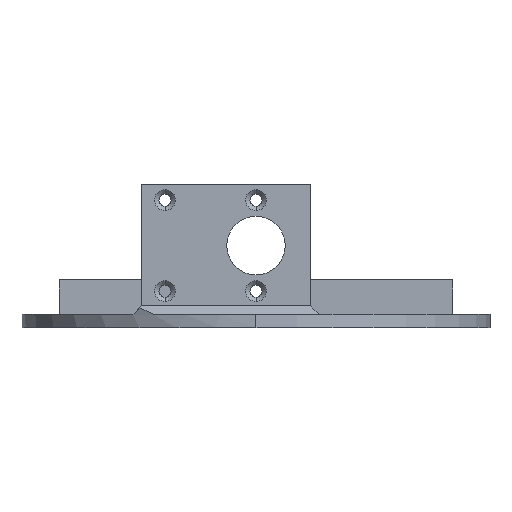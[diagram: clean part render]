
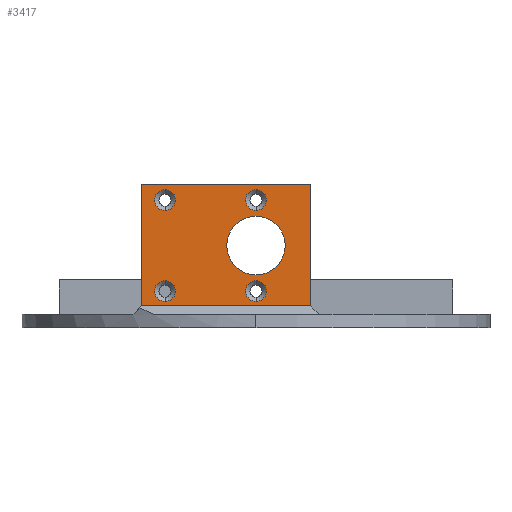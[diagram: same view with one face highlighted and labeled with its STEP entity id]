
A CAD part, left-side view. The second image highlights one B-rep face of the part: STEP entity #3417.
In plain terms, the highlighted planar face has unit normal (-1, 0, 0).
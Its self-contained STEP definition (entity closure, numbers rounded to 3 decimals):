
#15 = CARTESIAN_POINT ( 'NONE',  ( -46.5, -12.6, 32. ) ) ;
#39 = DIRECTION ( 'NONE',  ( -1., 0., 0. ) ) ;
#97 = DIRECTION ( 'NONE',  ( -1., 0., 0. ) ) ;
#112 = CIRCLE ( 'NONE', #3720, 2.4 ) ;
#118 = CARTESIAN_POINT ( 'NONE',  ( -46.5, 26.4, 2. ) ) ;
#204 = DIRECTION ( 'NONE',  ( -1., 0., 0. ) ) ;
#267 = PLANE ( 'NONE',  #2177 ) ;
#328 = CIRCLE ( 'NONE', #920, 2.4 ) ;
#351 = CARTESIAN_POINT ( 'NONE',  ( -46.5, 0., 24. ) ) ;
#356 = DIRECTION ( 'NONE',  ( 0., 0., 1. ) ) ;
#368 = DIRECTION ( 'NONE',  ( 0., 0., 1. ) ) ;
#457 = VERTEX_POINT ( 'NONE', #351 ) ;
#556 = ORIENTED_EDGE ( 'NONE', *, *, #914, .T. ) ;
#559 = AXIS2_PLACEMENT_3D ( 'NONE', #1458, #204, #1485 ) ;
#569 = CARTESIAN_POINT ( 'NONE',  ( -46.5, 0., 28.8 ) ) ;
#577 = CARTESIAN_POINT ( 'NONE',  ( -46.5, 21., 3. ) ) ;
#582 = CARTESIAN_POINT ( 'NONE',  ( -46.5, 26.4, 30. ) ) ;
#610 = EDGE_LOOP ( 'NONE', ( #2727, #3597 ) ) ;
#641 = EDGE_LOOP ( 'NONE', ( #1861, #3235 ) ) ;
#653 = FACE_BOUND ( 'NONE', #4064, .T. ) ;
#656 = ORIENTED_EDGE ( 'NONE', *, *, #3065, .F. ) ;
#672 = ORIENTED_EDGE ( 'NONE', *, *, #4253, .F. ) ;
#704 = VECTOR ( 'NONE', #356, 1000. ) ;
#714 = VERTEX_POINT ( 'NONE', #1375 ) ;
#776 = VERTEX_POINT ( 'NONE', #4187 ) ;
#799 = DIRECTION ( 'NONE',  ( 0., 0., 1. ) ) ;
#867 = DIRECTION ( 'NONE',  ( 0., 0., 1. ) ) ;
#914 = EDGE_CURVE ( 'NONE', #1497, #2200, #3635, .T. ) ;
#920 = AXIS2_PLACEMENT_3D ( 'NONE', #3212, #39, #799 ) ;
#960 = CARTESIAN_POINT ( 'NONE',  ( -46.5, 0., 15.9 ) ) ;
#1066 = AXIS2_PLACEMENT_3D ( 'NONE', #960, #1719, #2020 ) ;
#1071 = ORIENTED_EDGE ( 'NONE', *, *, #1882, .F. ) ;
#1080 = CARTESIAN_POINT ( 'NONE',  ( -46.5, 0., 9.15 ) ) ;
#1104 = DIRECTION ( 'NONE',  ( -1., 0., 0. ) ) ;
#1119 = DIRECTION ( 'NONE',  ( 0., -1., 0. ) ) ;
#1126 = VERTEX_POINT ( 'NONE', #3279 ) ;
#1162 = VERTEX_POINT ( 'NONE', #3645 ) ;
#1173 = VECTOR ( 'NONE', #1119, 1000. ) ;
#1265 = ORIENTED_EDGE ( 'NONE', *, *, #2938, .T. ) ;
#1282 = CIRCLE ( 'NONE', #559, 2.4 ) ;
#1375 = CARTESIAN_POINT ( 'NONE',  ( -46.5, 0., 22.65 ) ) ;
#1391 = CARTESIAN_POINT ( 'NONE',  ( -46.5, 21., 24. ) ) ;
#1420 = CIRCLE ( 'NONE', #2997, 2.4 ) ;
#1428 = CARTESIAN_POINT ( 'NONE',  ( -46.5, -12.6, 30. ) ) ;
#1458 = CARTESIAN_POINT ( 'NONE',  ( -46.5, 0., 5.4 ) ) ;
#1485 = DIRECTION ( 'NONE',  ( 0., 0., 1. ) ) ;
#1494 = VECTOR ( 'NONE', #4394, 1000. ) ;
#1497 = VERTEX_POINT ( 'NONE', #118 ) ;
#1570 = AXIS2_PLACEMENT_3D ( 'NONE', #2862, #2532, #2933 ) ;
#1700 = VECTOR ( 'NONE', #368, 1000. ) ;
#1719 = DIRECTION ( 'NONE',  ( 1., 0., 0. ) ) ;
#1765 = LINE ( 'NONE', #3877, #1700 ) ;
#1809 = VERTEX_POINT ( 'NONE', #1391 ) ;
#1832 = DIRECTION ( 'NONE',  ( -1., 0., 0. ) ) ;
#1858 = EDGE_CURVE ( 'NONE', #1497, #1162, #1765, .T. ) ;
#1859 = DIRECTION ( 'NONE',  ( 0., 0., 1. ) ) ;
#1861 = ORIENTED_EDGE ( 'NONE', *, *, #2549, .F. ) ;
#1870 = CARTESIAN_POINT ( 'NONE',  ( -46.5, 21., 26.4 ) ) ;
#1882 = EDGE_CURVE ( 'NONE', #776, #3600, #2300, .T. ) ;
#1911 = ORIENTED_EDGE ( 'NONE', *, *, #4218, .F. ) ;
#1931 = CIRCLE ( 'NONE', #2609, 2.4 ) ;
#2000 = CARTESIAN_POINT ( 'NONE',  ( -46.5, -12.6, 2. ) ) ;
#2020 = DIRECTION ( 'NONE',  ( 0., 0., -1. ) ) ;
#2109 = FACE_BOUND ( 'NONE', #641, .T. ) ;
#2130 = CARTESIAN_POINT ( 'NONE',  ( -46.5, 0., 5.4 ) ) ;
#2138 = CARTESIAN_POINT ( 'NONE',  ( -46.5, 21., 5.4 ) ) ;
#2142 = CARTESIAN_POINT ( 'NONE',  ( -46.5, 21., 28.8 ) ) ;
#2169 = CIRCLE ( 'NONE', #1570, 6.75 ) ;
#2177 = AXIS2_PLACEMENT_3D ( 'NONE', #15, #2761, #3521 ) ;
#2200 = VERTEX_POINT ( 'NONE', #2000 ) ;
#2281 = EDGE_LOOP ( 'NONE', ( #2712, #1265 ) ) ;
#2300 = CIRCLE ( 'NONE', #2969, 2.4 ) ;
#2328 = DIRECTION ( 'NONE',  ( -1., 0., 0. ) ) ;
#2411 = CIRCLE ( 'NONE', #3013, 2.4 ) ;
#2434 = FACE_BOUND ( 'NONE', #2281, .T. ) ;
#2531 = ORIENTED_EDGE ( 'NONE', *, *, #1858, .F. ) ;
#2532 = DIRECTION ( 'NONE',  ( 1., 0., 0. ) ) ;
#2549 = EDGE_CURVE ( 'NONE', #4340, #457, #1931, .T. ) ;
#2609 = AXIS2_PLACEMENT_3D ( 'NONE', #3670, #4377, #3424 ) ;
#2697 = ORIENTED_EDGE ( 'NONE', *, *, #2988, .F. ) ;
#2699 = VERTEX_POINT ( 'NONE', #2142 ) ;
#2712 = ORIENTED_EDGE ( 'NONE', *, *, #3917, .T. ) ;
#2727 = ORIENTED_EDGE ( 'NONE', *, *, #4472, .F. ) ;
#2761 = DIRECTION ( 'NONE',  ( -1., 0., 0. ) ) ;
#2862 = CARTESIAN_POINT ( 'NONE',  ( -46.5, 0., 15.9 ) ) ;
#2900 = EDGE_CURVE ( 'NONE', #1809, #2699, #112, .T. ) ;
#2933 = DIRECTION ( 'NONE',  ( 0., 0., -1. ) ) ;
#2938 = EDGE_CURVE ( 'NONE', #714, #3211, #2169, .T. ) ;
#2944 = VERTEX_POINT ( 'NONE', #1428 ) ;
#2948 = EDGE_CURVE ( 'NONE', #457, #4340, #328, .T. ) ;
#2969 = AXIS2_PLACEMENT_3D ( 'NONE', #2138, #1832, #1859 ) ;
#2988 = EDGE_CURVE ( 'NONE', #1162, #2944, #4458, .T. ) ;
#2997 = AXIS2_PLACEMENT_3D ( 'NONE', #3023, #4411, #867 ) ;
#3011 = DIRECTION ( 'NONE',  ( 0., 0., 1. ) ) ;
#3013 = AXIS2_PLACEMENT_3D ( 'NONE', #3779, #2328, #3011 ) ;
#3023 = CARTESIAN_POINT ( 'NONE',  ( -46.5, 21., 5.4 ) ) ;
#3065 = EDGE_CURVE ( 'NONE', #3600, #776, #1420, .T. ) ;
#3091 = FACE_BOUND ( 'NONE', #610, .T. ) ;
#3194 = ORIENTED_EDGE ( 'NONE', *, *, #3448, .T. ) ;
#3211 = VERTEX_POINT ( 'NONE', #1080 ) ;
#3212 = CARTESIAN_POINT ( 'NONE',  ( -46.5, 0., 26.4 ) ) ;
#3235 = ORIENTED_EDGE ( 'NONE', *, *, #2948, .F. ) ;
#3279 = CARTESIAN_POINT ( 'NONE',  ( -46.5, 0., 3. ) ) ;
#3300 = DIRECTION ( 'NONE',  ( 0., 0., 1. ) ) ;
#3365 = CIRCLE ( 'NONE', #1066, 6.75 ) ;
#3371 = AXIS2_PLACEMENT_3D ( 'NONE', #2130, #97, #4290 ) ;
#3417 = ADVANCED_FACE ( 'NONE', ( #2109, #4146, #653, #3091, #2434, #4168 ), #267, .T. ) ;
#3424 = DIRECTION ( 'NONE',  ( 0., 0., 1. ) ) ;
#3448 = EDGE_CURVE ( 'NONE', #2200, #2944, #4206, .T. ) ;
#3476 = CARTESIAN_POINT ( 'NONE',  ( -46.5, -12.6, 32. ) ) ;
#3508 = EDGE_LOOP ( 'NONE', ( #1911, #672 ) ) ;
#3521 = DIRECTION ( 'NONE',  ( 0., 0., 1. ) ) ;
#3545 = VERTEX_POINT ( 'NONE', #4368 ) ;
#3597 = ORIENTED_EDGE ( 'NONE', *, *, #2900, .F. ) ;
#3600 = VERTEX_POINT ( 'NONE', #577 ) ;
#3635 = LINE ( 'NONE', #4297, #1173 ) ;
#3645 = CARTESIAN_POINT ( 'NONE',  ( -46.5, 26.4, 30. ) ) ;
#3670 = CARTESIAN_POINT ( 'NONE',  ( -46.5, 0., 26.4 ) ) ;
#3720 = AXIS2_PLACEMENT_3D ( 'NONE', #1870, #1104, #3300 ) ;
#3779 = CARTESIAN_POINT ( 'NONE',  ( -46.5, 21., 26.4 ) ) ;
#3877 = CARTESIAN_POINT ( 'NONE',  ( -46.5, 26.4, 32. ) ) ;
#3917 = EDGE_CURVE ( 'NONE', #3211, #714, #3365, .T. ) ;
#3935 = EDGE_LOOP ( 'NONE', ( #2531, #556, #3194, #2697 ) ) ;
#4064 = EDGE_LOOP ( 'NONE', ( #1071, #656 ) ) ;
#4146 = FACE_BOUND ( 'NONE', #3508, .T. ) ;
#4168 = FACE_OUTER_BOUND ( 'NONE', #3935, .T. ) ;
#4187 = CARTESIAN_POINT ( 'NONE',  ( -46.5, 21., 7.8 ) ) ;
#4206 = LINE ( 'NONE', #3476, #704 ) ;
#4218 = EDGE_CURVE ( 'NONE', #3545, #1126, #4392, .T. ) ;
#4253 = EDGE_CURVE ( 'NONE', #1126, #3545, #1282, .T. ) ;
#4290 = DIRECTION ( 'NONE',  ( 0., 0., 1. ) ) ;
#4297 = CARTESIAN_POINT ( 'NONE',  ( -46.5, -12.6, 2. ) ) ;
#4340 = VERTEX_POINT ( 'NONE', #569 ) ;
#4368 = CARTESIAN_POINT ( 'NONE',  ( -46.5, 0., 7.8 ) ) ;
#4377 = DIRECTION ( 'NONE',  ( -1., 0., 0. ) ) ;
#4392 = CIRCLE ( 'NONE', #3371, 2.4 ) ;
#4394 = DIRECTION ( 'NONE',  ( 0., -1., 0. ) ) ;
#4411 = DIRECTION ( 'NONE',  ( -1., 0., 0. ) ) ;
#4458 = LINE ( 'NONE', #582, #1494 ) ;
#4472 = EDGE_CURVE ( 'NONE', #2699, #1809, #2411, .T. ) ;
